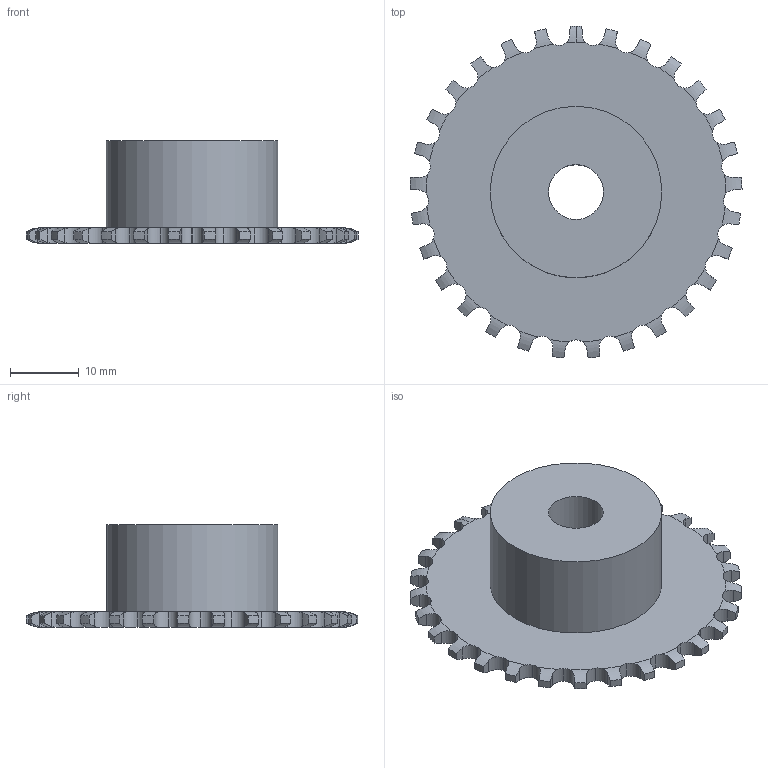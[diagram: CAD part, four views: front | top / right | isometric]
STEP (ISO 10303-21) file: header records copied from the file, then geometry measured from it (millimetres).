
FILE_DESCRIPTION(('FreeCAD Model'),'2;1');
FILE_NAME('Open CASCADE Shape Model','2021-02-24T19:08:24',('Author'),( ''),'Open CASCADE STEP processor 7.4','FreeCAD','Unknown');
FILE_SCHEMA(('AUTOMOTIVE_DESIGN { 1 0 10303 214 1 1 1 1 }'));
Length unit declared in the file: millimetre
Products named in the file (1): Hole
Bounding box: 48.39 x 48.33 x 15 mm (x, y, z)
Volume: 9158.3 mm3; surface area: 4995.4 mm2
Topology: 1 solids, 1 shells, 268 faces, 795 edges, 530 vertices
Faces by surface type: cylinder 147, plane 61, revolution 60
Full cylindrical faces by diameter (mm): 8 x1, 25 x1
Entity records: 27490 total; most frequent: CARTESIAN_POINT 12890, DIRECTION 2381, ORIENTED_EDGE 1590, PCURVE 1590, DEFINITIONAL_REPRESENTATION 1590, LINE 1209, VECTOR 1209, EDGE_CURVE 795
